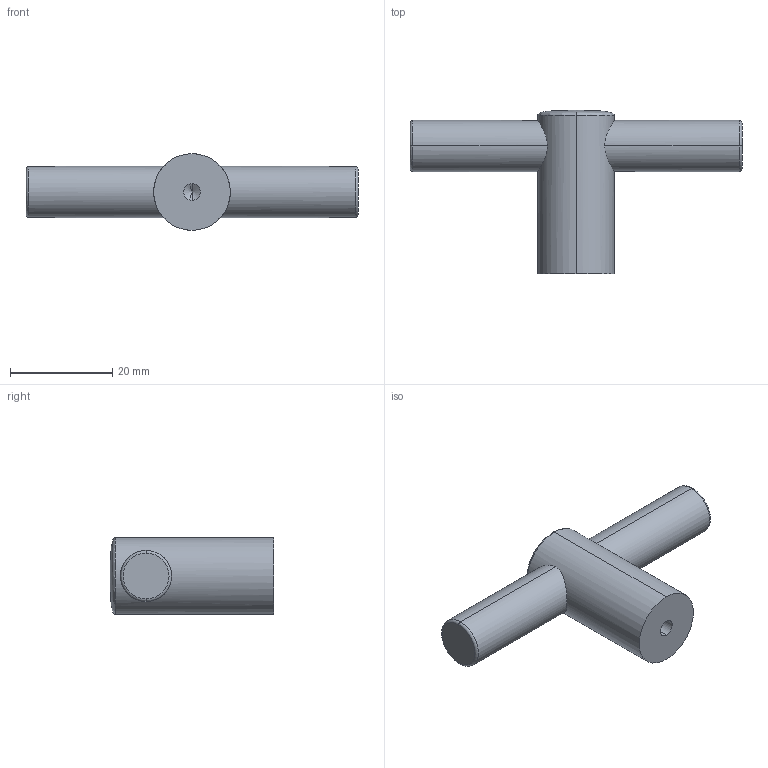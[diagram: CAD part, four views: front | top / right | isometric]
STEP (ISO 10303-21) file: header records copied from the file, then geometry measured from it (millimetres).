
FILE_DESCRIPTION (( 'STEP AP214' ), '1' );
FILE_NAME ('F005462,F005466_3D.step', '2022-08-15T13:29:30', ( '' ), ( '' ), 'SwSTEP 2.0', 'SolidWorks 2020', '' );
FILE_SCHEMA (( 'AUTOMOTIVE_DESIGN' ));
Length unit declared in the file: millimetre
Products named in the file (1): F005462,F005466_3D
Bounding box: 65 x 32 x 15 mm (x, y, z)
Volume: 9534.5 mm3; surface area: 3523.1 mm2
Topology: 1 solids, 1 shells, 20 faces, 40 edges, 23 vertices
Faces by surface type: cylinder 8, torus 4, plane 4, bspline 2, cone 2
Entity records: 1048 total; most frequent: CARTESIAN_POINT 596, DIRECTION 84, ORIENTED_EDGE 76, EDGE_CURVE 38, AXIS2_PLACEMENT_3D 37, VERTEX_POINT 23, EDGE_LOOP 23, ADVANCED_FACE 20
